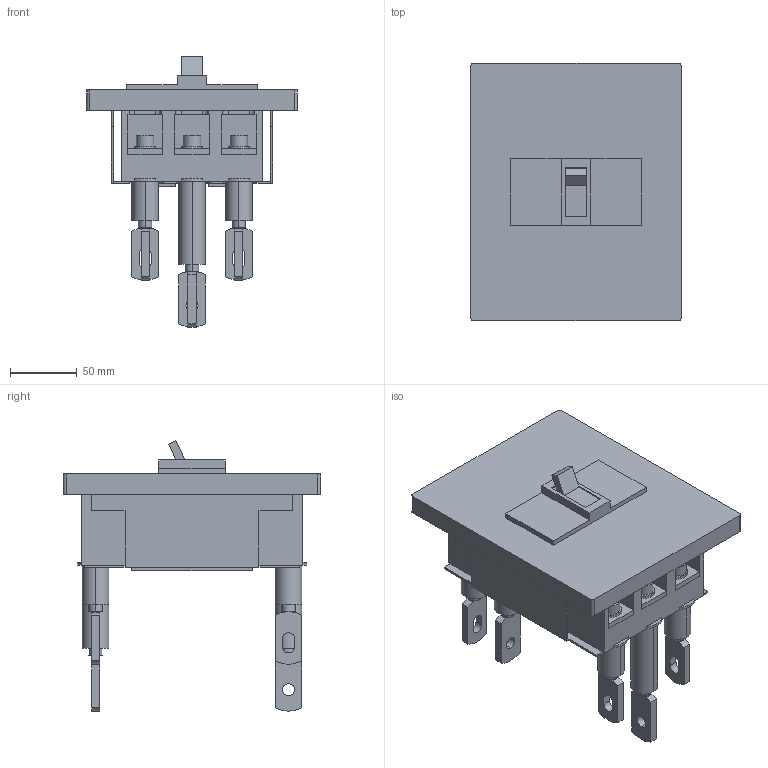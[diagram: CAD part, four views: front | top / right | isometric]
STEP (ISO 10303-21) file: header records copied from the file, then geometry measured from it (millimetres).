
FILE_DESCRIPTION (( 'STEP AP214' ), '1' );
FILE_NAME ('PS250PF3P.STEP', '2023-03-08T01:22:20', ( 'CAD' ), ( '' ), 'SwSTEP 2.0', 'SolidWorks 2015', '' );
FILE_SCHEMA (( 'AUTOMOTIVE_DESIGN' ));
Length unit declared in the file: millimetre
Products named in the file (1): PS250PF3P
Bounding box: 157 x 192 x 201.73 mm (x, y, z)
Volume: 1428162.9 mm3; surface area: 245444.2 mm2
Topology: 28 solids, 28 shells, 497 faces, 1186 edges, 772 vertices
Faces by surface type: plane 325, cylinder 172
Entity records: 17054 total; most frequent: CARTESIAN_POINT 2816, DIRECTION 2526, ORIENTED_EDGE 2372, EDGE_CURVE 1186, AXIS2_PLACEMENT_3D 866, VECTOR 794, LINE 794, VERTEX_POINT 772
